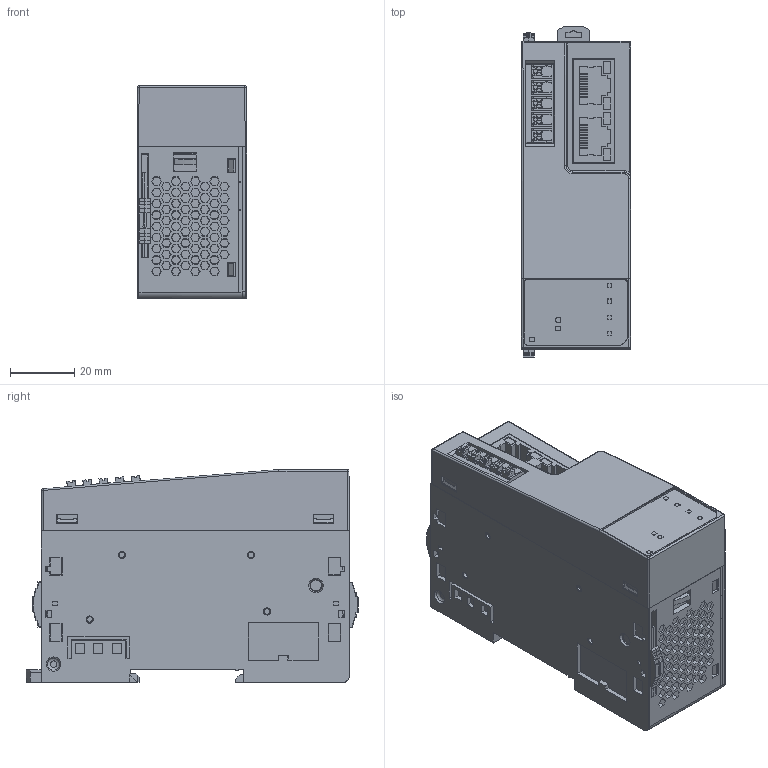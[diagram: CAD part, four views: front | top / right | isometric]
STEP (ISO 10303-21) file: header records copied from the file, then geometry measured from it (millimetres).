
FILE_DESCRIPTION(/* description */ (''),/* implementation_level */ '2;1');
FILE_NAME(/* name */ '',/* time_stamp */ '2024-04-03T17:32:52+08:00',/* author */ (''),/* organization */ (''),/* preprocessor_version */ 'ST-DEVELOPER v14',/* originating_system */ 'SIEMENS PLM Software NX 8.0',/* authorisation */ '');
FILE_SCHEMA (('AUTOMOTIVE_DESIGN { 1 0 10303 214 3 1 1 1 }'));
Products named in the file (1): Admi515CF3D4ceiu
Bounding box: 34.03 x 103.01 x 66.07 mm (x, y, z)
Volume: 190240.6 mm3; surface area: 29951.4 mm2
Topology: 1 solids, 11 shells, 3053 faces, 8146 edges, 5379 vertices
Faces by surface type: plane 2868, cylinder 98, cone 65, bspline 14, sphere 6, torus 2
Entity records: 93762 total; most frequent: CARTESIAN_POINT 17331, ORIENTED_EDGE 16224, DIRECTION 14531, EDGE_CURVE 8112, LINE 7647, VECTOR 7647, VERTEX_POINT 5368, AXIS2_PLACEMENT_3D 3442
